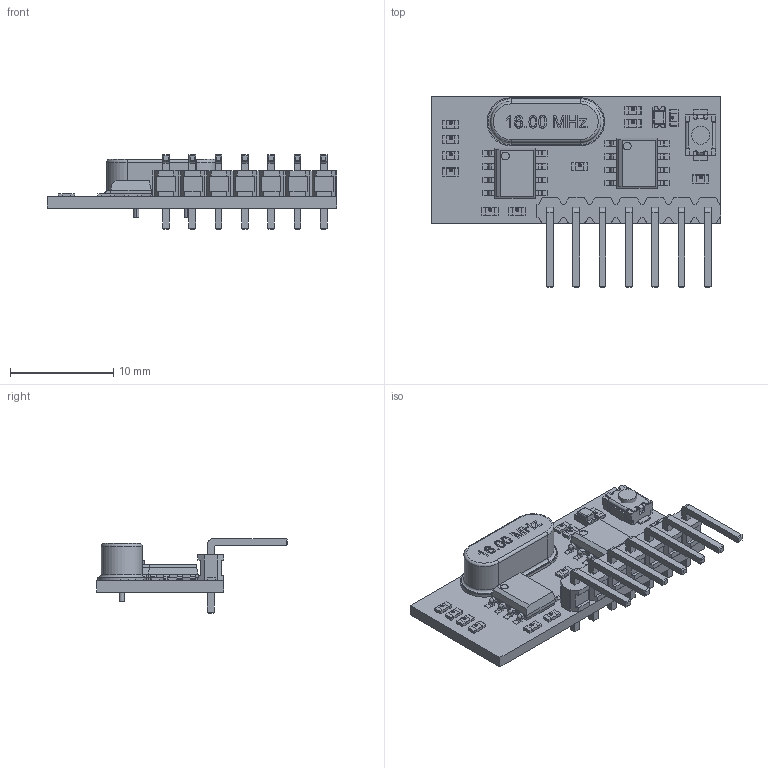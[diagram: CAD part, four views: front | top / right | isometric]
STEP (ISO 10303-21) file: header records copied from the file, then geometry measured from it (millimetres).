
FILE_DESCRIPTION (( 'STEP AP214' ), '1' );
FILE_NAME ('RX480E-4.STEP', '2022-02-16T11:08:20', ( '' ), ( '' ), 'SwSTEP 2.0', 'SolidWorks 2022', '' );
FILE_SCHEMA (( 'AUTOMOTIVE_DESIGN' ));
Length unit declared in the file: millimetre
Products named in the file (9):  led_0805^RX480E-4; PUSH BUTTON SMD TWO PINS^RX480E-4; SOIC 8 Narrow^RX480E-4_SO8_NARROW; 0603 SMD Resistor^RX480E-4; HEADER 2.54MM 1x7 RIGHT ANGLE  MALE^RX480E-4_1x7; PCB^RX480E-4; RX480E-4; 0603 SMD Capacitor^RX480E-4; HC-49_LT_THT^RX480E-4_Domyslna
Assembly tree (18 placements, depth 2):
  RX480E-4
    PCB^RX480E-4
    HEADER 2.54MM 1x7 RIGHT ANGLE  MALE^RX480E-4_1x7
    HC-49_LT_THT^RX480E-4_Domyslna
    SOIC 8 Narrow^RX480E-4_SO8_NARROW  x2
    0603 SMD Capacitor^RX480E-4  x8
    PUSH BUTTON SMD TWO PINS^RX480E-4
     led_0805^RX480E-4
    0603 SMD Resistor^RX480E-4  x3
Bounding box: 28 x 18.43 x 7.17 mm (x, y, z)
Volume: 725.6 mm3; surface area: 1671.5 mm2
Topology: 21 solids, 21 shells, 1873 faces, 4659 edges, 2842 vertices
Faces by surface type: plane 942, bspline 470, cylinder 361, sphere 92, torus 8
Entity records: 40310 total; most frequent: CARTESIAN_POINT 11744, ORIENTED_EDGE 4722, DIRECTION 4101, EDGE_CURVE 2361, VECTOR 1831, LINE 1831, VERTEX_POINT 1494, AXIS2_PLACEMENT_3D 1135
